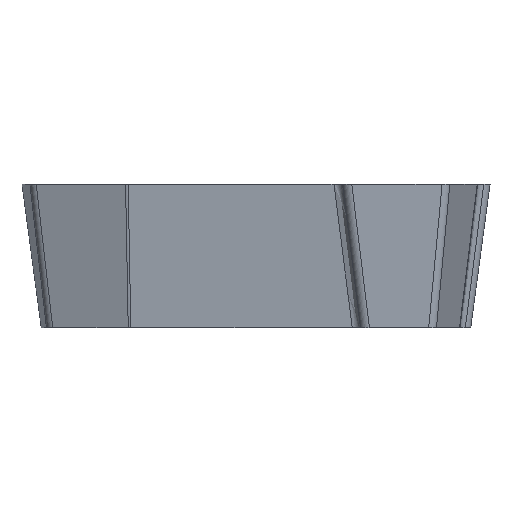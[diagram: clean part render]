
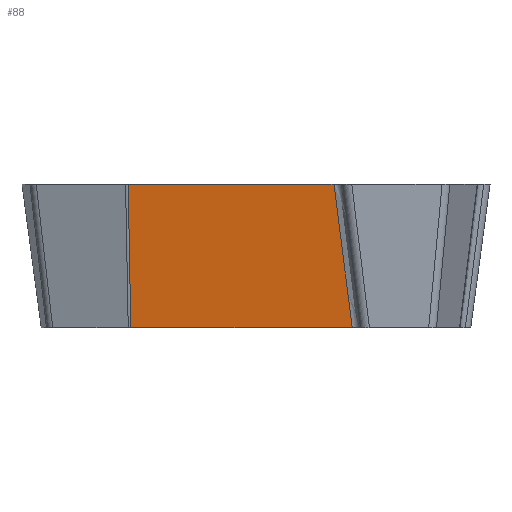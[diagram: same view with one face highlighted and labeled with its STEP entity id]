
A CAD part, left-side view. The second image highlights one B-rep face of the part: STEP entity #88.
In plain terms, the highlighted planar face has unit normal (-0.993, 0, -0.122).
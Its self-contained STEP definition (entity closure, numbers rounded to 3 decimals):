
#58=FACE_OUTER_BOUND('',#155,.T.);
#88=ADVANCED_FACE('',(#58),#122,.T.);
#122=PLANE('',#707);
#155=EDGE_LOOP('',(#290,#291,#292,#293));
#213=ELLIPSE('',#706,45.669,0.5);
#290=ORIENTED_EDGE('',*,*,#476,.F.);
#291=ORIENTED_EDGE('',*,*,#523,.T.);
#292=ORIENTED_EDGE('',*,*,#502,.T.);
#293=ORIENTED_EDGE('',*,*,#524,.T.);
#415=VERTEX_POINT('',#1151);
#416=VERTEX_POINT('',#1153);
#441=VERTEX_POINT('',#1240);
#442=VERTEX_POINT('',#1242);
#476=EDGE_CURVE('',#415,#416,#555,.T.);
#502=EDGE_CURVE('',#442,#441,#566,.T.);
#523=EDGE_CURVE('',#415,#442,#213,.T.);
#524=EDGE_CURVE('',#441,#416,#577,.T.);
#555=LINE('',#1152,#599);
#566=LINE('',#1241,#610);
#577=LINE('',#1305,#621);
#599=VECTOR('',#768,1.);
#610=VECTOR('',#805,1.);
#621=VECTOR('',#842,1.);
#706=AXIS2_PLACEMENT_3D('',#1304,#840,#841);
#707=AXIS2_PLACEMENT_3D('',#1306,#843,#844);
#768=DIRECTION('',(0.,1.,0.));
#805=DIRECTION('',(0.,1.,0.));
#840=DIRECTION('',(0.993,0.,0.122));
#841=DIRECTION('',(-0.121,0.121,0.985));
#842=DIRECTION('',(0.122,-0.018,-0.992));
#843=DIRECTION('',(-0.993,0.,-0.122));
#844=DIRECTION('',(-0.122,0.,0.993));
#1151=CARTESIAN_POINT('',(-5.684,-2.682,-4.));
#1152=CARTESIAN_POINT('',(-5.684,6.175,-4.));
#1153=CARTESIAN_POINT('',(-5.684,3.49,-4.));
#1240=CARTESIAN_POINT('',(-6.175,3.563,0.));
#1241=CARTESIAN_POINT('',(-6.175,6.175,0.));
#1242=CARTESIAN_POINT('',(-6.175,-2.174,0.));
#1304=CARTESIAN_POINT('',(-7.895,-0.935,14.012));
#1305=CARTESIAN_POINT('',(-6.181,3.564,0.047));
#1306=CARTESIAN_POINT('',(-6.175,6.175,0.));
